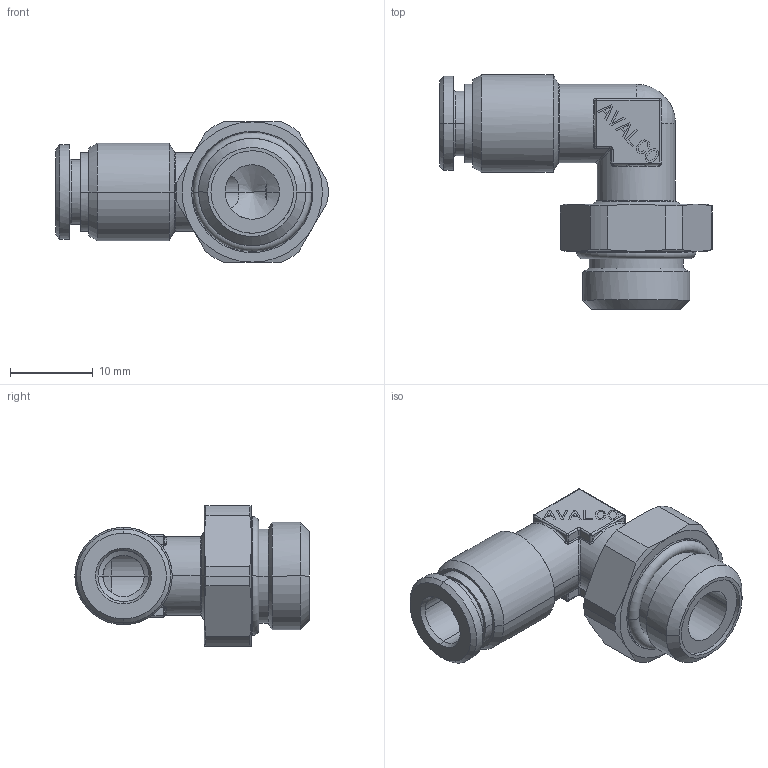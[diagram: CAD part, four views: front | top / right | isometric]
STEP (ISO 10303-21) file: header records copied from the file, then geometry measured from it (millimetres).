
FILE_DESCRIPTION(('CATIA V5 STEP Exchange'),'2;1');
FILE_NAME('PR507B-06G14.stp','2018-04-14T14:57:13+00:00',('none'),('none'),'CATIA Version 5 Release 21 GA (IN-10)','CATIA V5 STEP AP203','none');
FILE_SCHEMA(('CONFIG_CONTROL_DESIGN'));
Length unit declared in the file: millimetre
Products named in the file (1): PR507B-06G14
Bounding box: 33 x 28.4 x 17 mm (x, y, z)
Volume: 3617.2 mm3; surface area: 3647.6 mm2
Topology: 2 solids, 2 shells, 442 faces, 1115 edges, 695 vertices
Faces by surface type: plane 260, cylinder 76, cone 42, torus 32, sphere 16, bspline 16
Entity records: 14416 total; most frequent: CARTESIAN_POINT 4388, ORIENTED_EDGE 2222, DIRECTION 1727, EDGE_CURVE 1111, VECTOR 766, LINE 766, VERTEX_POINT 695, AXIS2_PLACEMENT_3D 578
